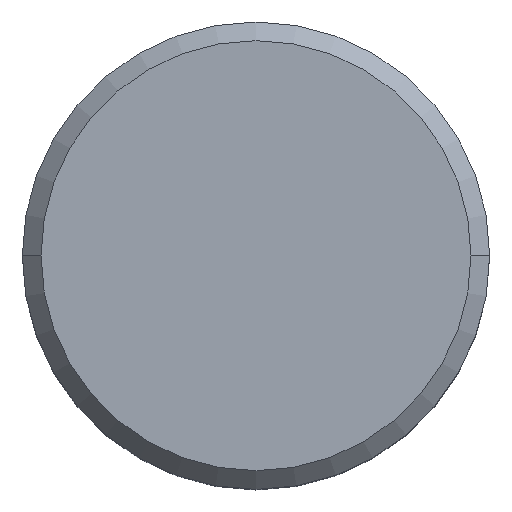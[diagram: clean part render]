
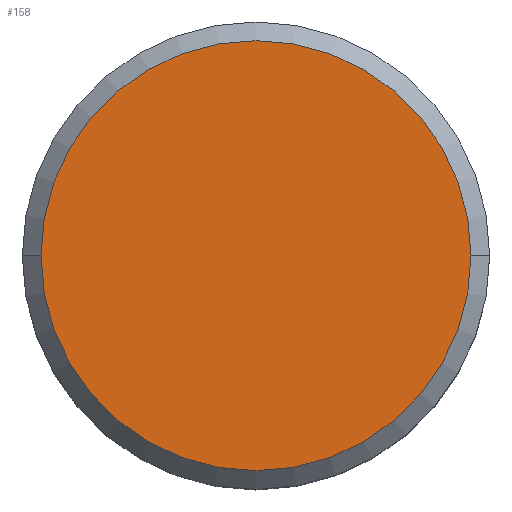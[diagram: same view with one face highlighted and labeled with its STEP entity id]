
A CAD part, top view. The second image highlights one B-rep face of the part: STEP entity #158.
In plain terms, the highlighted planar face has unit normal (0, 0, 1).
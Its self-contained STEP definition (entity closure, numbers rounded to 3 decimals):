
#144 = EDGE_CURVE ( 'NONE', #145, #146, #466, .T. ) ;
#145 = VERTEX_POINT ( 'NONE', #453 ) ;
#146 = VERTEX_POINT ( 'NONE', #452 ) ;
#156 = ORIENTED_EDGE ( 'NONE', *, *, #144, .T. ) ;
#157 = EDGE_CURVE ( 'NONE', #146, #145, #441, .T. ) ;
#158 = ADVANCED_FACE ( 'NONE', ( #541 ), #526, .F. ) ;
#159 = ORIENTED_EDGE ( 'NONE', *, *, #157, .T. ) ;
#161 = EDGE_LOOP ( 'NONE', ( #159, #156 ) ) ;
#439 = CARTESIAN_POINT ( 'NONE',  ( 0., 0., 56.37 ) ) ;
#440 = AXIS2_PLACEMENT_3D ( 'NONE', #439, #543, #542 ) ;
#441 = CIRCLE ( 'NONE', #440, 11.5 ) ;
#452 = CARTESIAN_POINT ( 'NONE',  ( -11.5, 0., 56.37 ) ) ;
#453 = CARTESIAN_POINT ( 'NONE',  ( 11.5, 0., 56.37 ) ) ;
#454 = DIRECTION ( 'NONE',  ( 1., 0., 0. ) ) ;
#455 = DIRECTION ( 'NONE',  ( 0., 0., 1. ) ) ;
#460 = CARTESIAN_POINT ( 'NONE',  ( 0., 0., 56.37 ) ) ;
#461 = AXIS2_PLACEMENT_3D ( 'NONE', #460, #455, #454 ) ;
#466 = CIRCLE ( 'NONE', #461, 11.5 ) ;
#522 = DIRECTION ( 'NONE',  ( -1., 0., 0. ) ) ;
#523 = DIRECTION ( 'NONE',  ( 0., 0., -1. ) ) ;
#524 = CARTESIAN_POINT ( 'NONE',  ( 0., 0., 56.37 ) ) ;
#525 = AXIS2_PLACEMENT_3D ( 'NONE', #524, #523, #522 ) ;
#526 = PLANE ( 'NONE',  #525 ) ;
#541 = FACE_OUTER_BOUND ( 'NONE', #161, .T. ) ;
#542 = DIRECTION ( 'NONE',  ( 1., 0., 0. ) ) ;
#543 = DIRECTION ( 'NONE',  ( 0., 0., 1. ) ) ;
